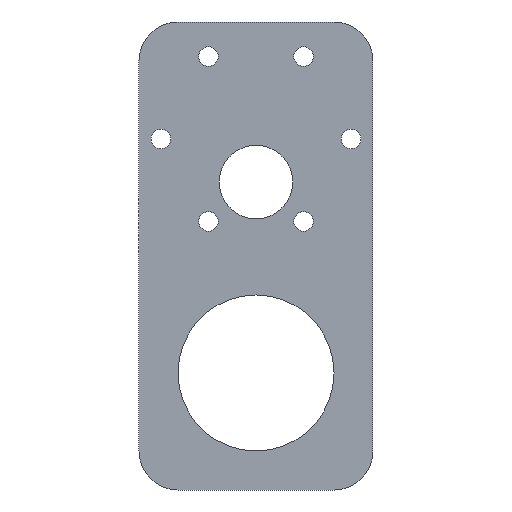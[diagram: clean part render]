
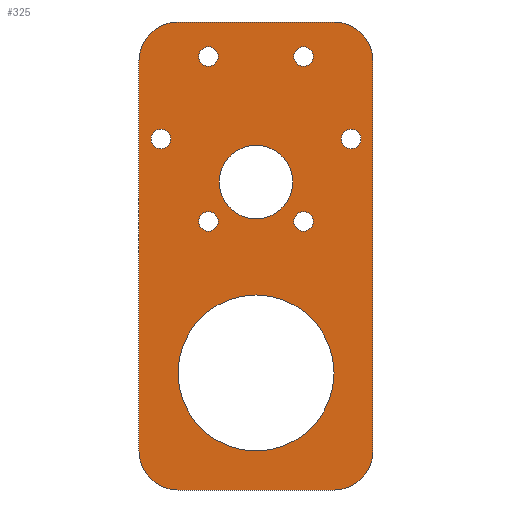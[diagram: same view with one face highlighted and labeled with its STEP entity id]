
A CAD part, front view. The second image highlights one B-rep face of the part: STEP entity #325.
In plain terms, the highlighted planar face has unit normal (0, -1, 0).
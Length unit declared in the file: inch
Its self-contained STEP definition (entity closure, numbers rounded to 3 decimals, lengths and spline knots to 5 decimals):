
#27=FACE_BOUND('',#70,.T.);
#28=FACE_BOUND('',#71,.T.);
#29=FACE_BOUND('',#72,.T.);
#30=FACE_BOUND('',#73,.T.);
#31=FACE_BOUND('',#74,.T.);
#32=FACE_BOUND('',#75,.T.);
#33=FACE_BOUND('',#76,.T.);
#34=FACE_BOUND('',#77,.T.);
#51=FACE_OUTER_BOUND('',#69,.T.);
#69=EDGE_LOOP('',(#239,#240,#241,#242,#243,#244,#245,#246));
#70=EDGE_LOOP('',(#247));
#71=EDGE_LOOP('',(#248));
#72=EDGE_LOOP('',(#249));
#73=EDGE_LOOP('',(#250));
#74=EDGE_LOOP('',(#251));
#75=EDGE_LOOP('',(#252));
#76=EDGE_LOOP('',(#253));
#77=EDGE_LOOP('',(#254));
#111=LINE('',#501,#127);
#112=LINE('',#505,#128);
#113=LINE('',#509,#129);
#114=LINE('',#512,#130);
#127=VECTOR('',#399,2.5);
#128=VECTOR('',#402,1.);
#129=VECTOR('',#405,2.5);
#130=VECTOR('',#408,1.);
#143=CIRCLE('',#352,0.25);
#144=CIRCLE('',#353,0.25);
#145=CIRCLE('',#354,0.25);
#146=CIRCLE('',#355,0.25);
#147=CIRCLE('',#356,0.236);
#148=CIRCLE('',#357,0.0625);
#149=CIRCLE('',#358,0.0625);
#150=CIRCLE('',#359,0.0625);
#151=CIRCLE('',#360,0.0625);
#152=CIRCLE('',#361,0.0625);
#153=CIRCLE('',#362,0.0625);
#154=CIRCLE('',#363,0.5);
#167=VERTEX_POINT('',#497);
#168=VERTEX_POINT('',#498);
#169=VERTEX_POINT('',#500);
#170=VERTEX_POINT('',#502);
#171=VERTEX_POINT('',#504);
#172=VERTEX_POINT('',#506);
#173=VERTEX_POINT('',#508);
#174=VERTEX_POINT('',#510);
#175=VERTEX_POINT('',#513);
#176=VERTEX_POINT('',#515);
#177=VERTEX_POINT('',#517);
#178=VERTEX_POINT('',#519);
#179=VERTEX_POINT('',#521);
#180=VERTEX_POINT('',#523);
#181=VERTEX_POINT('',#525);
#182=VERTEX_POINT('',#527);
#199=EDGE_CURVE('',#167,#168,#143,.T.);
#200=EDGE_CURVE('',#167,#169,#111,.T.);
#201=EDGE_CURVE('',#170,#169,#144,.T.);
#202=EDGE_CURVE('',#170,#171,#112,.T.);
#203=EDGE_CURVE('',#172,#171,#145,.T.);
#204=EDGE_CURVE('',#172,#173,#113,.T.);
#205=EDGE_CURVE('',#174,#173,#146,.T.);
#206=EDGE_CURVE('',#174,#168,#114,.T.);
#207=EDGE_CURVE('',#175,#175,#147,.T.);
#208=EDGE_CURVE('',#176,#176,#148,.T.);
#209=EDGE_CURVE('',#177,#177,#149,.T.);
#210=EDGE_CURVE('',#178,#178,#150,.T.);
#211=EDGE_CURVE('',#179,#179,#151,.T.);
#212=EDGE_CURVE('',#180,#180,#152,.T.);
#213=EDGE_CURVE('',#181,#181,#153,.T.);
#214=EDGE_CURVE('',#182,#182,#154,.T.);
#239=ORIENTED_EDGE('',*,*,#199,.F.);
#240=ORIENTED_EDGE('',*,*,#200,.T.);
#241=ORIENTED_EDGE('',*,*,#201,.F.);
#242=ORIENTED_EDGE('',*,*,#202,.T.);
#243=ORIENTED_EDGE('',*,*,#203,.F.);
#244=ORIENTED_EDGE('',*,*,#204,.T.);
#245=ORIENTED_EDGE('',*,*,#205,.F.);
#246=ORIENTED_EDGE('',*,*,#206,.T.);
#247=ORIENTED_EDGE('',*,*,#207,.F.);
#248=ORIENTED_EDGE('',*,*,#208,.F.);
#249=ORIENTED_EDGE('',*,*,#209,.F.);
#250=ORIENTED_EDGE('',*,*,#210,.F.);
#251=ORIENTED_EDGE('',*,*,#211,.F.);
#252=ORIENTED_EDGE('',*,*,#212,.F.);
#253=ORIENTED_EDGE('',*,*,#213,.F.);
#254=ORIENTED_EDGE('',*,*,#214,.F.);
#319=PLANE('',#351);
#325=ADVANCED_FACE('',(#51,#27,#28,#29,#30,#31,#32,#33,#34),#319,.F.);
#351=AXIS2_PLACEMENT_3D('',#496,#395,#396);
#352=AXIS2_PLACEMENT_3D('',#499,#397,#398);
#353=AXIS2_PLACEMENT_3D('',#503,#400,#401);
#354=AXIS2_PLACEMENT_3D('',#507,#403,#404);
#355=AXIS2_PLACEMENT_3D('',#511,#406,#407);
#356=AXIS2_PLACEMENT_3D('',#514,#409,#410);
#357=AXIS2_PLACEMENT_3D('',#516,#411,#412);
#358=AXIS2_PLACEMENT_3D('',#518,#413,#414);
#359=AXIS2_PLACEMENT_3D('',#520,#415,#416);
#360=AXIS2_PLACEMENT_3D('',#522,#417,#418);
#361=AXIS2_PLACEMENT_3D('',#524,#419,#420);
#362=AXIS2_PLACEMENT_3D('',#526,#421,#422);
#363=AXIS2_PLACEMENT_3D('',#528,#423,#424);
#395=DIRECTION('center_axis',(0.,1.,0.));
#396=DIRECTION('ref_axis',(1.,0.,0.));
#397=DIRECTION('center_axis',(0.,1.,0.));
#398=DIRECTION('ref_axis',(1.,0.,0.));
#399=DIRECTION('',(0.,0.,1.));
#400=DIRECTION('center_axis',(0.,1.,0.));
#401=DIRECTION('ref_axis',(0.,0.,1.));
#402=DIRECTION('',(-1.,0.,0.));
#403=DIRECTION('center_axis',(0.,1.,0.));
#404=DIRECTION('ref_axis',(-1.,0.,0.));
#405=DIRECTION('',(0.,0.,-1.));
#406=DIRECTION('center_axis',(0.,1.,0.));
#407=DIRECTION('ref_axis',(0.,0.,-1.));
#408=DIRECTION('',(1.,0.,0.));
#409=DIRECTION('center_axis',(0.,-1.,0.));
#410=DIRECTION('ref_axis',(1.,0.,0.));
#411=DIRECTION('center_axis',(0.,-1.,0.));
#412=DIRECTION('ref_axis',(1.,0.,0.));
#413=DIRECTION('center_axis',(0.,-1.,0.));
#414=DIRECTION('ref_axis',(1.,0.,0.));
#415=DIRECTION('center_axis',(0.,-1.,0.));
#416=DIRECTION('ref_axis',(1.,0.,0.));
#417=DIRECTION('center_axis',(0.,-1.,0.));
#418=DIRECTION('ref_axis',(1.,0.,0.));
#419=DIRECTION('center_axis',(0.,-1.,0.));
#420=DIRECTION('ref_axis',(1.,0.,0.));
#421=DIRECTION('center_axis',(0.,-1.,0.));
#422=DIRECTION('ref_axis',(1.,0.,0.));
#423=DIRECTION('center_axis',(0.,-1.,0.));
#424=DIRECTION('ref_axis',(1.,0.,0.));
#496=CARTESIAN_POINT('Origin',(0.,0.,0.));
#497=CARTESIAN_POINT('',(0.75,0.,-0.5));
#498=CARTESIAN_POINT('',(0.5,0.,-0.75));
#499=CARTESIAN_POINT('Origin',(0.5,0.,-0.5));
#500=CARTESIAN_POINT('',(0.75,0.,2.));
#501=CARTESIAN_POINT('',(0.75,0.,-0.5));
#502=CARTESIAN_POINT('',(0.5,0.,2.25));
#503=CARTESIAN_POINT('Origin',(0.5,0.,2.));
#504=CARTESIAN_POINT('',(-0.5,0.,2.25));
#505=CARTESIAN_POINT('',(0.5,0.,2.25));
#506=CARTESIAN_POINT('',(-0.75,0.,2.));
#507=CARTESIAN_POINT('Origin',(-0.5,0.,2.));
#508=CARTESIAN_POINT('',(-0.75,0.,-0.5));
#509=CARTESIAN_POINT('',(-0.75,0.,2.));
#510=CARTESIAN_POINT('',(-0.5,0.,-0.75));
#511=CARTESIAN_POINT('Origin',(-0.5,0.,-0.5));
#512=CARTESIAN_POINT('',(-0.5,0.,-0.75));
#513=CARTESIAN_POINT('',(0.236,0.,1.224));
#514=CARTESIAN_POINT('Origin',(0.,0.,1.224));
#515=CARTESIAN_POINT('',(-0.2425,0.,0.97172));
#516=CARTESIAN_POINT('Origin',(-0.305,0.,0.97172));
#517=CARTESIAN_POINT('',(0.3675,0.,0.97172));
#518=CARTESIAN_POINT('Origin',(0.305,0.,0.97172));
#519=CARTESIAN_POINT('',(-0.5475,0.,1.5));
#520=CARTESIAN_POINT('Origin',(-0.61,0.,1.5));
#521=CARTESIAN_POINT('',(0.6725,0.,1.5));
#522=CARTESIAN_POINT('Origin',(0.61,0.,1.5));
#523=CARTESIAN_POINT('',(-0.2425,0.,2.02828));
#524=CARTESIAN_POINT('Origin',(-0.305,0.,2.02828));
#525=CARTESIAN_POINT('',(0.3675,0.,2.02828));
#526=CARTESIAN_POINT('Origin',(0.305,0.,2.02828));
#527=CARTESIAN_POINT('',(0.5,0.,0.));
#528=CARTESIAN_POINT('Origin',(0.,0.,0.));
